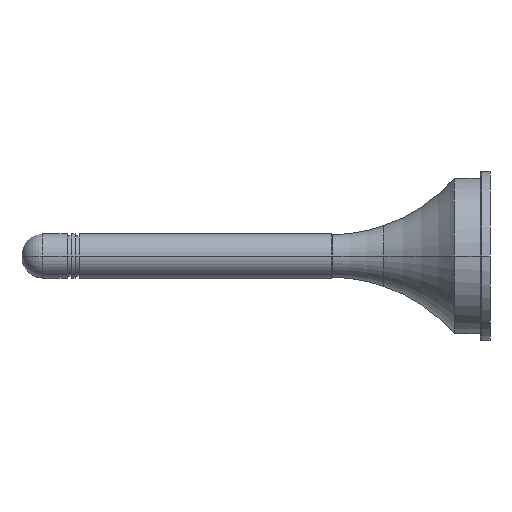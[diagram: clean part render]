
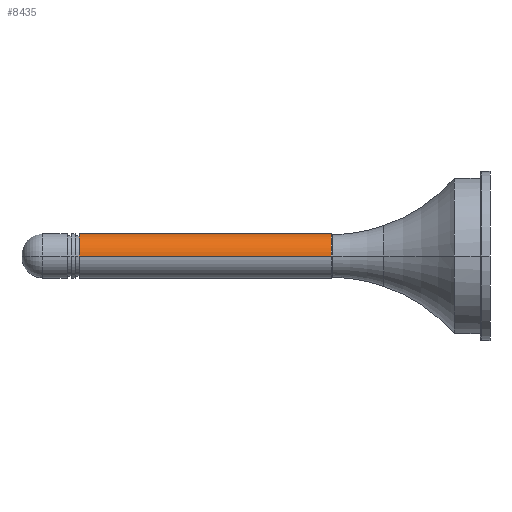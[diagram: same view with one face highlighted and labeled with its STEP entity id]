
A CAD part, left-side view. The second image highlights one B-rep face of the part: STEP entity #8435.
In plain terms, the highlighted cylindrical face has radius 3.9 mm (diameter 7.8 mm), a partial arc.
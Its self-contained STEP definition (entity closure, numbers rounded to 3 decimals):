
#200 = LINE ( 'NONE', #9287, #5682 ) ;
#266 = FACE_OUTER_BOUND ( 'NONE', #7723, .T. ) ;
#807 = DIRECTION ( 'NONE',  ( -1., 0., 0. ) ) ;
#1209 = CARTESIAN_POINT ( 'NONE',  ( 3.9, 0.3, 0. ) ) ;
#1636 = CARTESIAN_POINT ( 'NONE',  ( 0., 0.3, 0. ) ) ;
#1717 = ORIENTED_EDGE ( 'NONE', *, *, #6924, .F. ) ;
#1728 = CARTESIAN_POINT ( 'NONE',  ( 0., 44.9, 0. ) ) ;
#2097 = CARTESIAN_POINT ( 'NONE',  ( 3.9, 44.9, 0. ) ) ;
#2780 = DIRECTION ( 'NONE',  ( 0., -1., 0. ) ) ;
#3031 = AXIS2_PLACEMENT_3D ( 'NONE', #1636, #10956, #807 ) ;
#3564 = DIRECTION ( 'NONE',  ( 0., -1., 0. ) ) ;
#4082 = VERTEX_POINT ( 'NONE', #2097 ) ;
#4252 = AXIS2_PLACEMENT_3D ( 'NONE', #11034, #11915, #7310 ) ;
#4632 = VECTOR ( 'NONE', #5204, 1000. ) ;
#4866 = CARTESIAN_POINT ( 'NONE',  ( -3.9, 0.3, 0. ) ) ;
#5204 = DIRECTION ( 'NONE',  ( 0., -1., 0. ) ) ;
#5222 = ORIENTED_EDGE ( 'NONE', *, *, #6296, .T. ) ;
#5384 = ORIENTED_EDGE ( 'NONE', *, *, #9604, .T. ) ;
#5616 = VERTEX_POINT ( 'NONE', #1209 ) ;
#5682 = VECTOR ( 'NONE', #2780, 1000. ) ;
#6296 = EDGE_CURVE ( 'NONE', #6452, #5616, #10385, .T. ) ;
#6452 = VERTEX_POINT ( 'NONE', #4866 ) ;
#6771 = CIRCLE ( 'NONE', #7068, 3.9 ) ;
#6924 = EDGE_CURVE ( 'NONE', #4082, #5616, #9501, .T. ) ;
#7004 = EDGE_CURVE ( 'NONE', #4082, #7974, #6771, .T. ) ;
#7068 = AXIS2_PLACEMENT_3D ( 'NONE', #1728, #3564, #11781 ) ;
#7310 = DIRECTION ( 'NONE',  ( 1., 0., 0. ) ) ;
#7723 = EDGE_LOOP ( 'NONE', ( #11054, #5384, #5222, #1717 ) ) ;
#7974 = VERTEX_POINT ( 'NONE', #10402 ) ;
#8435 = ADVANCED_FACE ( 'NONE', ( #266 ), #11748, .T. ) ;
#9287 = CARTESIAN_POINT ( 'NONE',  ( -3.9, 0., 0. ) ) ;
#9501 = LINE ( 'NONE', #9630, #4632 ) ;
#9604 = EDGE_CURVE ( 'NONE', #7974, #6452, #200, .T. ) ;
#9630 = CARTESIAN_POINT ( 'NONE',  ( 3.9, 0., 0. ) ) ;
#10385 = CIRCLE ( 'NONE', #3031, 3.9 ) ;
#10402 = CARTESIAN_POINT ( 'NONE',  ( -3.9, 44.9, 0. ) ) ;
#10956 = DIRECTION ( 'NONE',  ( 0., 1., 0. ) ) ;
#11034 = CARTESIAN_POINT ( 'NONE',  ( 0., 0., 0. ) ) ;
#11054 = ORIENTED_EDGE ( 'NONE', *, *, #7004, .T. ) ;
#11748 = CYLINDRICAL_SURFACE ( 'NONE', #4252, 3.9 ) ;
#11781 = DIRECTION ( 'NONE',  ( 1., 0., 0. ) ) ;
#11915 = DIRECTION ( 'NONE',  ( 0., -1., 0. ) ) ;
